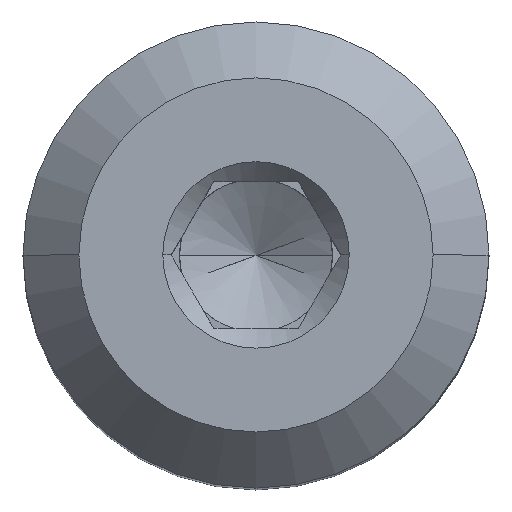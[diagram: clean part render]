
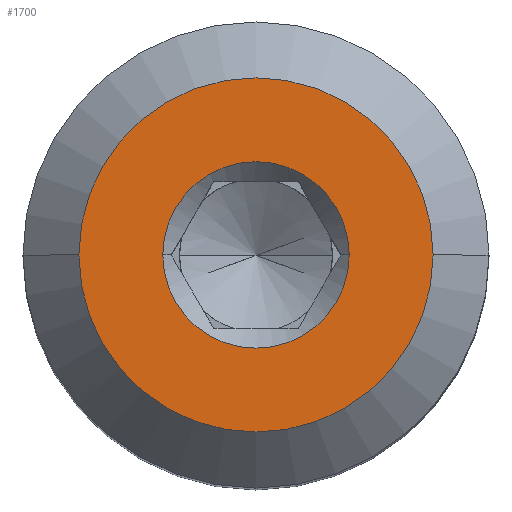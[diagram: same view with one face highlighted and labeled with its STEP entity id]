
A CAD part, top view. The second image highlights one B-rep face of the part: STEP entity #1700.
In plain terms, the highlighted planar face has unit normal (0, 0, 1).
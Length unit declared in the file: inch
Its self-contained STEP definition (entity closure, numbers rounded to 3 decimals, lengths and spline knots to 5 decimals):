
#75 = VERTEX_POINT ( 'NONE', #907 ) ;
#94 = FACE_OUTER_BOUND ( 'NONE', #392, .T. ) ;
#122 = CIRCLE ( 'NONE', #1308, 0.05 ) ;
#240 = ORIENTED_EDGE ( 'NONE', *, *, #1207, .T. ) ;
#313 = CARTESIAN_POINT ( 'NONE',  ( 0.38357, -0.24177, 0.16985 ) ) ;
#320 = DIRECTION ( 'NONE',  ( 1., 0., 0. ) ) ;
#374 = VERTEX_POINT ( 'NONE', #1563 ) ;
#392 = EDGE_LOOP ( 'NONE', ( #240, #625 ) ) ;
#413 = CARTESIAN_POINT ( 'NONE',  ( 0.38357, -0.24177, 0.16985 ) ) ;
#440 = AXIS2_PLACEMENT_3D ( 'NONE', #1249, #983, #1510 ) ;
#520 = AXIS2_PLACEMENT_3D ( 'NONE', #313, #696, #320 ) ;
#556 = PLANE ( 'NONE',  #440 ) ;
#597 = CARTESIAN_POINT ( 'NONE',  ( 0.47857, -0.24177, 0.16985 ) ) ;
#625 = ORIENTED_EDGE ( 'NONE', *, *, #1428, .T. ) ;
#673 = DIRECTION ( 'NONE',  ( 1., 0., 0. ) ) ;
#682 = DIRECTION ( 'NONE',  ( 1., 0., 0. ) ) ;
#686 = DIRECTION ( 'NONE',  ( 0., 0., 1. ) ) ;
#688 = DIRECTION ( 'NONE',  ( 0., 0., 1. ) ) ;
#696 = DIRECTION ( 'NONE',  ( 0., 0., 1. ) ) ;
#740 = VERTEX_POINT ( 'NONE', #597 ) ;
#777 = CIRCLE ( 'NONE', #1712, 0.095 ) ;
#780 = CARTESIAN_POINT ( 'NONE',  ( 0.43357, -0.24177, 0.16985 ) ) ;
#822 = CARTESIAN_POINT ( 'NONE',  ( 0.38357, -0.24177, 0.16985 ) ) ;
#840 = ORIENTED_EDGE ( 'NONE', *, *, #1608, .F. ) ;
#897 = FACE_BOUND ( 'NONE', #1258, .T. ) ;
#907 = CARTESIAN_POINT ( 'NONE',  ( 0.33357, -0.24177, 0.16985 ) ) ;
#959 = CARTESIAN_POINT ( 'NONE',  ( 0.38357, -0.24177, 0.16985 ) ) ;
#983 = DIRECTION ( 'NONE',  ( 0., 0., -1. ) ) ;
#1126 = CIRCLE ( 'NONE', #520, 0.095 ) ;
#1207 = EDGE_CURVE ( 'NONE', #374, #740, #777, .T. ) ;
#1209 = DIRECTION ( 'NONE',  ( 1., 0., 0. ) ) ;
#1230 = AXIS2_PLACEMENT_3D ( 'NONE', #413, #688, #682 ) ;
#1249 = CARTESIAN_POINT ( 'NONE',  ( 0.38357, -0.24177, 0.16985 ) ) ;
#1258 = EDGE_LOOP ( 'NONE', ( #840, #1397 ) ) ;
#1308 = AXIS2_PLACEMENT_3D ( 'NONE', #822, #1755, #1209 ) ;
#1397 = ORIENTED_EDGE ( 'NONE', *, *, #1620, .F. ) ;
#1428 = EDGE_CURVE ( 'NONE', #740, #374, #1126, .T. ) ;
#1510 = DIRECTION ( 'NONE',  ( -1., 0., 0. ) ) ;
#1533 = VERTEX_POINT ( 'NONE', #780 ) ;
#1563 = CARTESIAN_POINT ( 'NONE',  ( 0.28857, -0.24177, 0.16985 ) ) ;
#1608 = EDGE_CURVE ( 'NONE', #1533, #75, #1710, .T. ) ;
#1620 = EDGE_CURVE ( 'NONE', #75, #1533, #122, .T. ) ;
#1700 = ADVANCED_FACE ( 'NONE', ( #897, #94 ), #556, .F. ) ;
#1710 = CIRCLE ( 'NONE', #1230, 0.05 ) ;
#1712 = AXIS2_PLACEMENT_3D ( 'NONE', #959, #686, #673 ) ;
#1755 = DIRECTION ( 'NONE',  ( 0., 0., 1. ) ) ;
